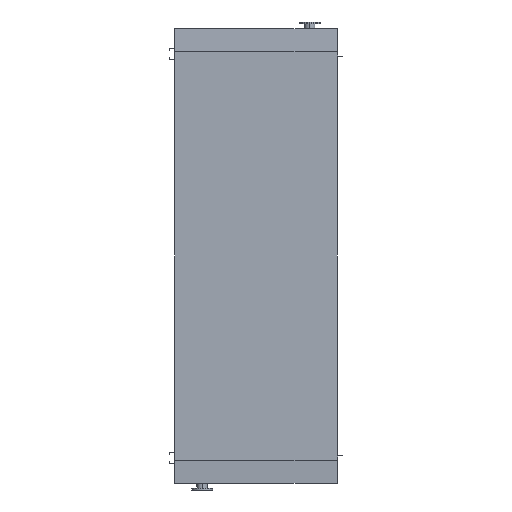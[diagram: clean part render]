
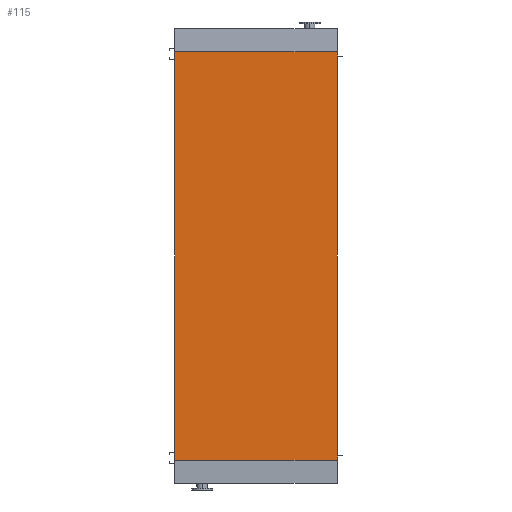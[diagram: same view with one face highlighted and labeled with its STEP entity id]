
A CAD part, front view. The second image highlights one B-rep face of the part: STEP entity #115.
In plain terms, the highlighted planar face has unit normal (0, -1, 0).
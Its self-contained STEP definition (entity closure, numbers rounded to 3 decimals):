
#115 = ADVANCED_FACE ( 'NONE', ( #11244 ), #3249, .T. ) ;
#314 = AXIS2_PLACEMENT_3D ( 'NONE', #3075, #1294, #9347 ) ;
#859 = CARTESIAN_POINT ( 'NONE',  ( -845., 0., -4250. ) ) ;
#867 = DIRECTION ( 'NONE',  ( 1., 0., 0. ) ) ;
#986 = LINE ( 'NONE', #1699, #9921 ) ;
#1066 = EDGE_CURVE ( 'NONE', #9196, #9130, #7410, .T. ) ;
#1294 = DIRECTION ( 'NONE',  ( 0., -1., 0. ) ) ;
#1382 = EDGE_LOOP ( 'NONE', ( #8181, #6673, #10558, #7510 ) ) ;
#1699 = CARTESIAN_POINT ( 'NONE',  ( -845., 0., -4250. ) ) ;
#2239 = DIRECTION ( 'NONE',  ( 1., 0., 0. ) ) ;
#3075 = CARTESIAN_POINT ( 'NONE',  ( -845., 0., -4250. ) ) ;
#3249 = PLANE ( 'NONE',  #314 ) ;
#3308 = DIRECTION ( 'NONE',  ( 0., 0., 1. ) ) ;
#3651 = DIRECTION ( 'NONE',  ( 0., 0., 1. ) ) ;
#4114 = VERTEX_POINT ( 'NONE', #5238 ) ;
#4511 = VECTOR ( 'NONE', #3651, 1000. ) ;
#5092 = EDGE_CURVE ( 'NONE', #9130, #9373, #10360, .T. ) ;
#5217 = LINE ( 'NONE', #7722, #10881 ) ;
#5238 = CARTESIAN_POINT ( 'NONE',  ( 845., 0., -4250. ) ) ;
#5884 = VECTOR ( 'NONE', #2239, 1000. ) ;
#6673 = ORIENTED_EDGE ( 'NONE', *, *, #1066, .F. ) ;
#6957 = CARTESIAN_POINT ( 'NONE',  ( -845., 0., -4250. ) ) ;
#7030 = EDGE_CURVE ( 'NONE', #4114, #9373, #5217, .T. ) ;
#7109 = EDGE_CURVE ( 'NONE', #9196, #4114, #986, .T. ) ;
#7410 = LINE ( 'NONE', #859, #4511 ) ;
#7510 = ORIENTED_EDGE ( 'NONE', *, *, #7030, .T. ) ;
#7722 = CARTESIAN_POINT ( 'NONE',  ( 845., 0., -4250. ) ) ;
#8181 = ORIENTED_EDGE ( 'NONE', *, *, #5092, .F. ) ;
#8511 = CARTESIAN_POINT ( 'NONE',  ( 845., 0., 0. ) ) ;
#8582 = CARTESIAN_POINT ( 'NONE',  ( -845., 0., 0. ) ) ;
#9130 = VERTEX_POINT ( 'NONE', #8582 ) ;
#9196 = VERTEX_POINT ( 'NONE', #6957 ) ;
#9347 = DIRECTION ( 'NONE',  ( 0., 0., -1. ) ) ;
#9373 = VERTEX_POINT ( 'NONE', #8511 ) ;
#9921 = VECTOR ( 'NONE', #867, 1000. ) ;
#10360 = LINE ( 'NONE', #10479, #5884 ) ;
#10479 = CARTESIAN_POINT ( 'NONE',  ( -845., 0., 0. ) ) ;
#10558 = ORIENTED_EDGE ( 'NONE', *, *, #7109, .T. ) ;
#10881 = VECTOR ( 'NONE', #3308, 1000. ) ;
#11244 = FACE_OUTER_BOUND ( 'NONE', #1382, .T. ) ;
